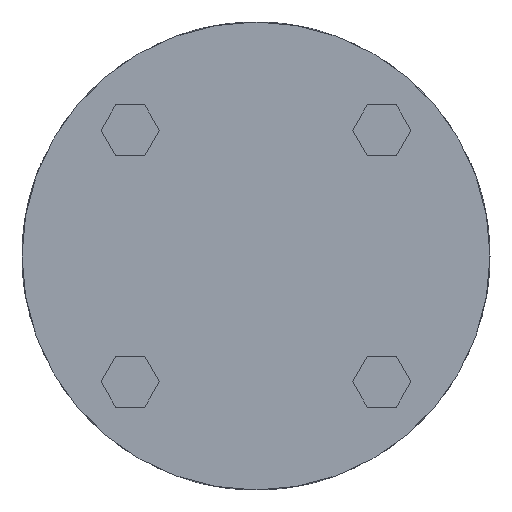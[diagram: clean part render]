
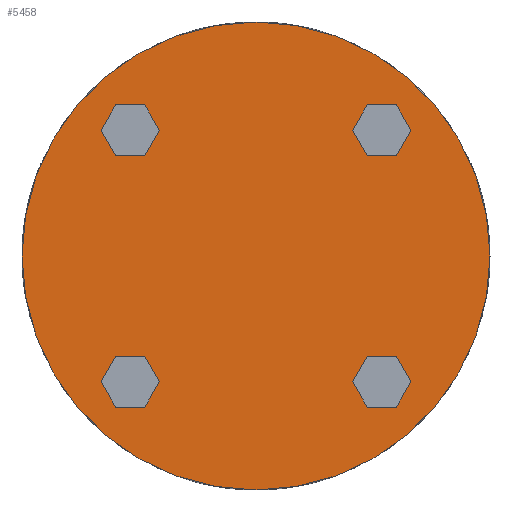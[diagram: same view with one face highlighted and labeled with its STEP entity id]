
A CAD part, front view. The second image highlights one B-rep face of the part: STEP entity #5458.
In plain terms, the highlighted planar face has unit normal (0, -1, 0).
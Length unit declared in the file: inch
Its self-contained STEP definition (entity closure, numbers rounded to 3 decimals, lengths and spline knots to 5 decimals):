
#668=CARTESIAN_POINT('',(0.59406,0.,0.807));
#669=VERTEX_POINT('',#668);
#676=CARTESIAN_POINT('',(0.51612,0.,0.672));
#677=VERTEX_POINT('',#676);
#678=CARTESIAN_POINT('',(0.51612,0.,0.672));
#679=DIRECTION('',(0.5,0.0,0.866));
#680=VECTOR('',#679,0.15588);
#681=LINE('',#678,#680);
#682=EDGE_CURVE('',#677,#669,#681,.T.);
#707=CARTESIAN_POINT('',(0.59406,0.,0.537));
#708=VERTEX_POINT('',#707);
#709=CARTESIAN_POINT('',(0.59406,0.,0.537));
#710=DIRECTION('',(-0.5,0.0,0.866));
#711=VECTOR('',#710,0.15588);
#712=LINE('',#709,#711);
#713=EDGE_CURVE('',#708,#677,#712,.T.);
#738=CARTESIAN_POINT('',(0.74994,0.,0.537));
#739=VERTEX_POINT('',#738);
#740=CARTESIAN_POINT('',(0.74994,0.,0.537));
#741=DIRECTION('',(-1.0,0.0,0.0));
#742=VECTOR('',#741,0.15588);
#743=LINE('',#740,#742);
#744=EDGE_CURVE('',#739,#708,#743,.T.);
#769=CARTESIAN_POINT('',(0.82788,0.,0.672));
#770=VERTEX_POINT('',#769);
#771=CARTESIAN_POINT('',(0.82788,0.,0.672));
#772=DIRECTION('',(-0.5,0.0,-0.866));
#773=VECTOR('',#772,0.15588);
#774=LINE('',#771,#773);
#775=EDGE_CURVE('',#770,#739,#774,.T.);
#800=CARTESIAN_POINT('',(0.74994,0.,0.807));
#801=VERTEX_POINT('',#800);
#802=CARTESIAN_POINT('',(0.74994,0.,0.807));
#803=DIRECTION('',(0.5,0.0,-0.866));
#804=VECTOR('',#803,0.15588);
#805=LINE('',#802,#804);
#806=EDGE_CURVE('',#801,#770,#805,.T.);
#829=CARTESIAN_POINT('',(0.59406,0.,0.807));
#830=DIRECTION('',(1.0,0.0,0.0));
#831=VECTOR('',#830,0.15588);
#832=LINE('',#829,#831);
#833=EDGE_CURVE('',#669,#801,#832,.T.);
#1044=CARTESIAN_POINT('',(-0.74994,0.,-0.537));
#1045=VERTEX_POINT('',#1044);
#1052=CARTESIAN_POINT('',(-0.82788,0.,-0.672));
#1053=VERTEX_POINT('',#1052);
#1054=CARTESIAN_POINT('',(-0.82788,0.,-0.672));
#1055=DIRECTION('',(0.5,0.0,0.866));
#1056=VECTOR('',#1055,0.15588);
#1057=LINE('',#1054,#1056);
#1058=EDGE_CURVE('',#1053,#1045,#1057,.T.);
#1083=CARTESIAN_POINT('',(-0.74994,0.,-0.807));
#1084=VERTEX_POINT('',#1083);
#1085=CARTESIAN_POINT('',(-0.74994,0.,-0.807));
#1086=DIRECTION('',(-0.5,0.0,0.866));
#1087=VECTOR('',#1086,0.15588);
#1088=LINE('',#1085,#1087);
#1089=EDGE_CURVE('',#1084,#1053,#1088,.T.);
#1114=CARTESIAN_POINT('',(-0.59406,0.,-0.807));
#1115=VERTEX_POINT('',#1114);
#1116=CARTESIAN_POINT('',(-0.59406,0.,-0.807));
#1117=DIRECTION('',(-1.0,0.0,0.0));
#1118=VECTOR('',#1117,0.15588);
#1119=LINE('',#1116,#1118);
#1120=EDGE_CURVE('',#1115,#1084,#1119,.T.);
#1145=CARTESIAN_POINT('',(-0.51612,0.,-0.672));
#1146=VERTEX_POINT('',#1145);
#1147=CARTESIAN_POINT('',(-0.51612,0.,-0.672));
#1148=DIRECTION('',(-0.5,0.0,-0.866));
#1149=VECTOR('',#1148,0.15588);
#1150=LINE('',#1147,#1149);
#1151=EDGE_CURVE('',#1146,#1115,#1150,.T.);
#1176=CARTESIAN_POINT('',(-0.59406,0.,-0.537));
#1177=VERTEX_POINT('',#1176);
#1178=CARTESIAN_POINT('',(-0.59406,0.,-0.537));
#1179=DIRECTION('',(0.5,0.0,-0.866));
#1180=VECTOR('',#1179,0.15588);
#1181=LINE('',#1178,#1180);
#1182=EDGE_CURVE('',#1177,#1146,#1181,.T.);
#1205=CARTESIAN_POINT('',(-0.74994,0.,-0.537));
#1206=DIRECTION('',(1.0,0.0,0.0));
#1207=VECTOR('',#1206,0.15588);
#1208=LINE('',#1205,#1207);
#1209=EDGE_CURVE('',#1045,#1177,#1208,.T.);
#5322=CARTESIAN_POINT('',(-1.25,0.0,0.));
#5323=VERTEX_POINT('',#5322);
#5324=CARTESIAN_POINT('',(0.0,0.0,0.0));
#5325=DIRECTION('',(0.0,-1.0,0.0));
#5326=DIRECTION('',(1.0,0.0,0.0));
#5327=AXIS2_PLACEMENT_3D('',#5324,#5325,#5326);
#5328=CIRCLE('',#5327,1.25);
#5329=EDGE_CURVE('',#5323,#5323,#5328,.T.);
#5334=CARTESIAN_POINT('',(0.0,0.0,0.0));
#5335=DIRECTION('',(0.0,-1.0,0.0));
#5336=DIRECTION('',(0.0,0.0,-1.0));
#5337=AXIS2_PLACEMENT_3D('',#5334,#5335,#5336);
#5338=PLANE('',#5337);
#5339=ORIENTED_EDGE('',*,*,#5329,.T.);
#5340=EDGE_LOOP('',(#5339));
#5341=FACE_OUTER_BOUND('',#5340,.T.);
#5342=ORIENTED_EDGE('',*,*,#682,.T.);
#5343=ORIENTED_EDGE('',*,*,#833,.T.);
#5344=ORIENTED_EDGE('',*,*,#806,.T.);
#5345=ORIENTED_EDGE('',*,*,#775,.T.);
#5346=ORIENTED_EDGE('',*,*,#744,.T.);
#5347=ORIENTED_EDGE('',*,*,#713,.T.);
#5348=EDGE_LOOP('',(#5342,#5343,#5344,#5345,#5346,#5347));
#5349=FACE_BOUND('',#5348,.T.);
#5350=CARTESIAN_POINT('',(0.51612,0.,-0.672));
#5351=VERTEX_POINT('',#5350);
#5352=CARTESIAN_POINT('',(0.59406,0.,-0.537));
#5353=VERTEX_POINT('',#5352);
#5354=CARTESIAN_POINT('',(0.51612,0.,-0.672));
#5355=DIRECTION('',(0.5,0.0,0.866));
#5356=VECTOR('',#5355,0.15588);
#5357=LINE('',#5354,#5356);
#5358=EDGE_CURVE('',#5351,#5353,#5357,.T.);
#5359=ORIENTED_EDGE('',*,*,#5358,.T.);
#5360=CARTESIAN_POINT('',(0.74994,0.,-0.537));
#5361=VERTEX_POINT('',#5360);
#5362=CARTESIAN_POINT('',(0.59406,0.,-0.537));
#5363=DIRECTION('',(1.0,0.0,0.0));
#5364=VECTOR('',#5363,0.15588);
#5365=LINE('',#5362,#5364);
#5366=EDGE_CURVE('',#5353,#5361,#5365,.T.);
#5367=ORIENTED_EDGE('',*,*,#5366,.T.);
#5368=CARTESIAN_POINT('',(0.82788,0.,-0.672));
#5369=VERTEX_POINT('',#5368);
#5370=CARTESIAN_POINT('',(0.74994,0.,-0.537));
#5371=DIRECTION('',(0.5,0.0,-0.866));
#5372=VECTOR('',#5371,0.15588);
#5373=LINE('',#5370,#5372);
#5374=EDGE_CURVE('',#5361,#5369,#5373,.T.);
#5375=ORIENTED_EDGE('',*,*,#5374,.T.);
#5376=CARTESIAN_POINT('',(0.74994,0.,-0.807));
#5377=VERTEX_POINT('',#5376);
#5378=CARTESIAN_POINT('',(0.82788,0.,-0.672));
#5379=DIRECTION('',(-0.5,0.0,-0.866));
#5380=VECTOR('',#5379,0.15588);
#5381=LINE('',#5378,#5380);
#5382=EDGE_CURVE('',#5369,#5377,#5381,.T.);
#5383=ORIENTED_EDGE('',*,*,#5382,.T.);
#5384=CARTESIAN_POINT('',(0.59406,0.,-0.807));
#5385=VERTEX_POINT('',#5384);
#5386=CARTESIAN_POINT('',(0.74994,0.,-0.807));
#5387=DIRECTION('',(-1.0,0.0,0.0));
#5388=VECTOR('',#5387,0.15588);
#5389=LINE('',#5386,#5388);
#5390=EDGE_CURVE('',#5377,#5385,#5389,.T.);
#5391=ORIENTED_EDGE('',*,*,#5390,.T.);
#5392=CARTESIAN_POINT('',(0.59406,0.,-0.807));
#5393=DIRECTION('',(-0.5,0.0,0.866));
#5394=VECTOR('',#5393,0.15588);
#5395=LINE('',#5392,#5394);
#5396=EDGE_CURVE('',#5385,#5351,#5395,.T.);
#5397=ORIENTED_EDGE('',*,*,#5396,.T.);
#5398=EDGE_LOOP('',(#5359,#5367,#5375,#5383,#5391,#5397));
#5399=FACE_BOUND('',#5398,.T.);
#5400=CARTESIAN_POINT('',(-0.82788,0.,0.672));
#5401=VERTEX_POINT('',#5400);
#5402=CARTESIAN_POINT('',(-0.74994,0.,0.807));
#5403=VERTEX_POINT('',#5402);
#5404=CARTESIAN_POINT('',(-0.82788,0.,0.672));
#5405=DIRECTION('',(0.5,0.0,0.866));
#5406=VECTOR('',#5405,0.15588);
#5407=LINE('',#5404,#5406);
#5408=EDGE_CURVE('',#5401,#5403,#5407,.T.);
#5409=ORIENTED_EDGE('',*,*,#5408,.T.);
#5410=CARTESIAN_POINT('',(-0.59406,0.,0.807));
#5411=VERTEX_POINT('',#5410);
#5412=CARTESIAN_POINT('',(-0.74994,0.,0.807));
#5413=DIRECTION('',(1.0,0.0,0.0));
#5414=VECTOR('',#5413,0.15588);
#5415=LINE('',#5412,#5414);
#5416=EDGE_CURVE('',#5403,#5411,#5415,.T.);
#5417=ORIENTED_EDGE('',*,*,#5416,.T.);
#5418=CARTESIAN_POINT('',(-0.51612,0.,0.672));
#5419=VERTEX_POINT('',#5418);
#5420=CARTESIAN_POINT('',(-0.59406,0.,0.807));
#5421=DIRECTION('',(0.5,0.0,-0.866));
#5422=VECTOR('',#5421,0.15588);
#5423=LINE('',#5420,#5422);
#5424=EDGE_CURVE('',#5411,#5419,#5423,.T.);
#5425=ORIENTED_EDGE('',*,*,#5424,.T.);
#5426=CARTESIAN_POINT('',(-0.59406,0.,0.537));
#5427=VERTEX_POINT('',#5426);
#5428=CARTESIAN_POINT('',(-0.51612,0.,0.672));
#5429=DIRECTION('',(-0.5,0.0,-0.866));
#5430=VECTOR('',#5429,0.15588);
#5431=LINE('',#5428,#5430);
#5432=EDGE_CURVE('',#5419,#5427,#5431,.T.);
#5433=ORIENTED_EDGE('',*,*,#5432,.T.);
#5434=CARTESIAN_POINT('',(-0.74994,0.,0.537));
#5435=VERTEX_POINT('',#5434);
#5436=CARTESIAN_POINT('',(-0.59406,0.,0.537));
#5437=DIRECTION('',(-1.0,0.0,0.0));
#5438=VECTOR('',#5437,0.15588);
#5439=LINE('',#5436,#5438);
#5440=EDGE_CURVE('',#5427,#5435,#5439,.T.);
#5441=ORIENTED_EDGE('',*,*,#5440,.T.);
#5442=CARTESIAN_POINT('',(-0.74994,0.,0.537));
#5443=DIRECTION('',(-0.5,0.0,0.866));
#5444=VECTOR('',#5443,0.15588);
#5445=LINE('',#5442,#5444);
#5446=EDGE_CURVE('',#5435,#5401,#5445,.T.);
#5447=ORIENTED_EDGE('',*,*,#5446,.T.);
#5448=EDGE_LOOP('',(#5409,#5417,#5425,#5433,#5441,#5447));
#5449=FACE_BOUND('',#5448,.T.);
#5450=ORIENTED_EDGE('',*,*,#1058,.T.);
#5451=ORIENTED_EDGE('',*,*,#1209,.T.);
#5452=ORIENTED_EDGE('',*,*,#1182,.T.);
#5453=ORIENTED_EDGE('',*,*,#1151,.T.);
#5454=ORIENTED_EDGE('',*,*,#1120,.T.);
#5455=ORIENTED_EDGE('',*,*,#1089,.T.);
#5456=EDGE_LOOP('',(#5450,#5451,#5452,#5453,#5454,#5455));
#5457=FACE_BOUND('',#5456,.T.);
#5458=ADVANCED_FACE('',(#5341,#5349,#5399,#5449,#5457),#5338,.T.);
